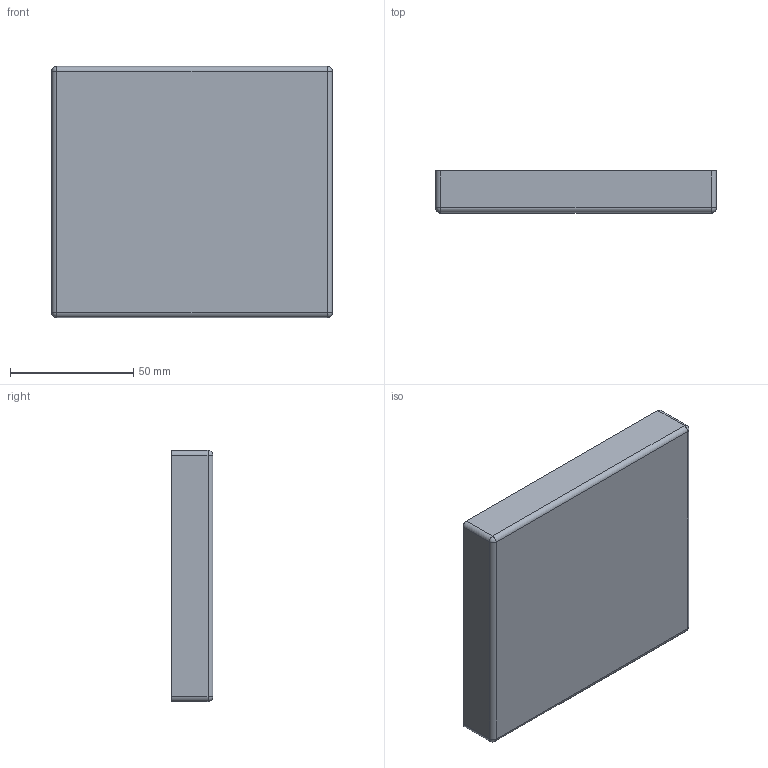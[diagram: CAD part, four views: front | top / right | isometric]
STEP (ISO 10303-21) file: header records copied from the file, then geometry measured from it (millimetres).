
FILE_DESCRIPTION(/* description */ (''),/* implementation_level */ '2;1');
FILE_NAME(/* name */ '12.stp',/* time_stamp */ '2025-06-01T09:59:31+07:00',/* author */ ('HP'),/* organization */ (''),/* preprocessor_version */ 'ST-DEVELOPER v20',/* originating_system */ 'Autodesk Inventor 2025',/* authorisation */ '');
FILE_SCHEMA (('AUTOMOTIVE_DESIGN { 1 0 10303 214 3 1 1 }'));
Length unit declared in the file: millimetre
Products named in the file (1): cover pcb
Bounding box: 114 x 17 x 102 mm (x, y, z)
Volume: 98939.5 mm3; surface area: 40903.6 mm2
Topology: 1 solids, 1 shells, 70 faces, 206 edges, 173 vertices
Faces by surface type: plane 48, cylinder 18, sphere 4
Full cylindrical faces by diameter (mm): 2.5 x6
Entity records: 2291 total; most frequent: CARTESIAN_POINT 424, DIRECTION 378, ORIENTED_EDGE 344, EDGE_CURVE 172, LINE 136, VECTOR 136, AXIS2_PLACEMENT_3D 121, VERTEX_POINT 110
